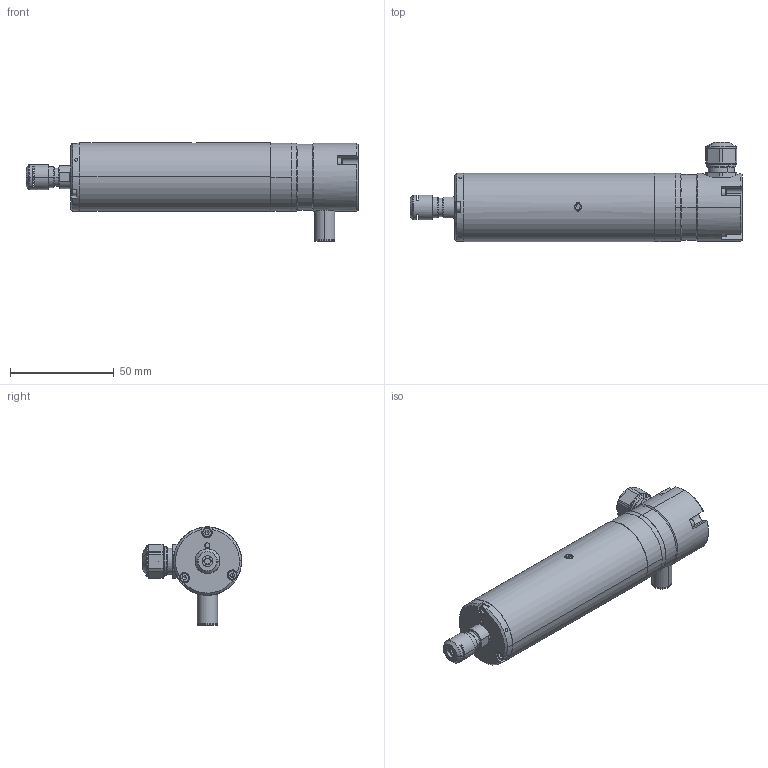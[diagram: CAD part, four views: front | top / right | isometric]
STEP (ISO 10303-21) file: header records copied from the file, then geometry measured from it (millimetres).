
FILE_DESCRIPTION (( 'STEP AP203' ), '1' );
FILE_NAME ('033S60S-00-.STEP', '2012-04-24T12:59:41', ( 'FM10CAD1' ), ( 'IBAG Switzerland AG' ), 'SwSTEP 2.0', 'SolidWorks 2010', '' );
FILE_SCHEMA (( 'CONFIG_CONTROL_DESIGN' ));
Length unit declared in the file: millimetre
Products named in the file (1): 033S60S-00-
Bounding box: 159.98 x 47.9 x 47.3 mm (x, y, z)
Surface area: 22492.1 mm2 (no closed solid volume)
Topology: 0 solids, 26 shells, 295 faces, 952 edges, 661 vertices
Faces by surface type: plane 136, cylinder 94, cone 41, torus 24
Entity records: 10975 total; most frequent: CARTESIAN_POINT 2439, DIRECTION 1888, ORIENTED_EDGE 1522, EDGE_CURVE 940, AXIS2_PLACEMENT_3D 715, VERTEX_POINT 661, VECTOR 458, LINE 458
